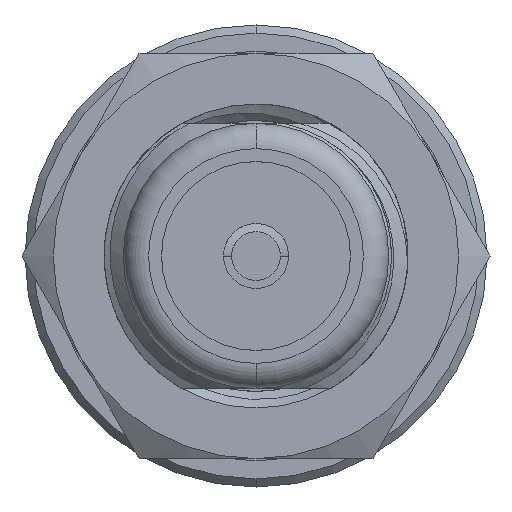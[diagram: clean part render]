
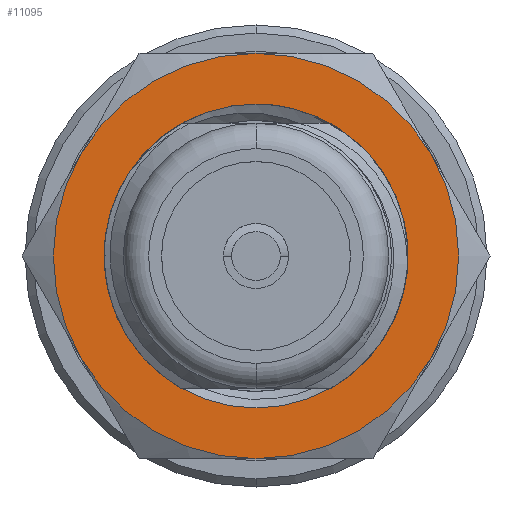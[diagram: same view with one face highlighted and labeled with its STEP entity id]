
A CAD part, left-side view. The second image highlights one B-rep face of the part: STEP entity #11095.
In plain terms, the highlighted planar face has unit normal (-1, 0, 0).
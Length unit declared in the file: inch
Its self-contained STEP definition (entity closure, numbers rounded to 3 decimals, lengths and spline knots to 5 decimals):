
#29 = VERTEX_POINT ( 'NONE', #25033 ) ;
#588 = CARTESIAN_POINT ( 'NONE',  ( 1.04669, 0., 0. ) ) ;
#651 = EDGE_CURVE ( 'NONE', #32867, #29, #20207, .T. ) ;
#867 = DIRECTION ( 'NONE',  ( -1., 0., 0. ) ) ;
#941 = CIRCLE ( 'NONE', #32274, 0.1875 ) ;
#1092 = DIRECTION ( 'NONE',  ( 0., 0., 1. ) ) ;
#1114 = CARTESIAN_POINT ( 'NONE',  ( 1.04669, 0., 0. ) ) ;
#1153 = DIRECTION ( 'NONE',  ( 0., 0., 1. ) ) ;
#1392 = ORIENTED_EDGE ( 'NONE', *, *, #12283, .F. ) ;
#1538 = VERTEX_POINT ( 'NONE', #34446 ) ;
#2076 = CIRCLE ( 'NONE', #3337, 0.25 ) ;
#2451 = ORIENTED_EDGE ( 'NONE', *, *, #5663, .T. ) ;
#3337 = AXIS2_PLACEMENT_3D ( 'NONE', #15524, #29317, #35406 ) ;
#3428 = CARTESIAN_POINT ( 'NONE',  ( 1.04669, -0.21651, -0.125 ) ) ;
#3629 = CARTESIAN_POINT ( 'NONE',  ( 1.04669, 0.14434, -0.25 ) ) ;
#3637 = DIRECTION ( 'NONE',  ( -1., 0., 0. ) ) ;
#4399 = ORIENTED_EDGE ( 'NONE', *, *, #33817, .F. ) ;
#4484 = DIRECTION ( 'NONE',  ( 0., 0., 1. ) ) ;
#4508 = EDGE_LOOP ( 'NONE', ( #1392, #16149, #17424, #4399, #35358 ) ) ;
#4996 = FACE_BOUND ( 'NONE', #4508, .T. ) ;
#5266 = EDGE_CURVE ( 'NONE', #1538, #32867, #16191, .T. ) ;
#5558 = CIRCLE ( 'NONE', #20961, 0.25 ) ;
#5663 = EDGE_CURVE ( 'NONE', #13410, #1538, #5558, .T. ) ;
#6236 = CARTESIAN_POINT ( 'NONE',  ( 1.04669, 0.1875, 0. ) ) ;
#6660 = ORIENTED_EDGE ( 'NONE', *, *, #19432, .T. ) ;
#7906 = DIRECTION ( 'NONE',  ( 0., 0., 1. ) ) ;
#8606 = CARTESIAN_POINT ( 'NONE',  ( 1.04669, -0.1875, 0. ) ) ;
#9190 = EDGE_CURVE ( 'NONE', #16816, #13410, #22346, .T. ) ;
#9659 = CARTESIAN_POINT ( 'NONE',  ( 1.04669, 0.15582, 0.10429 ) ) ;
#9739 = EDGE_CURVE ( 'NONE', #25807, #13891, #25011, .T. ) ;
#10024 = AXIS2_PLACEMENT_3D ( 'NONE', #3629, #29214, #12208 ) ;
#11095 = ADVANCED_FACE ( 'NONE', ( #4996, #17432 ), #20629, .T. ) ;
#11171 = AXIS2_PLACEMENT_3D ( 'NONE', #12041, #31910, #20469 ) ;
#11340 = ORIENTED_EDGE ( 'NONE', *, *, #9190, .T. ) ;
#11582 = CIRCLE ( 'NONE', #11171, 0.1875 ) ;
#11655 = DIRECTION ( 'NONE',  ( 0., 0., 1. ) ) ;
#12041 = CARTESIAN_POINT ( 'NONE',  ( 1.04669, 0., 0. ) ) ;
#12089 = CARTESIAN_POINT ( 'NONE',  ( 1.04669, 0., 0. ) ) ;
#12208 = DIRECTION ( 'NONE',  ( 0., 0., 1. ) ) ;
#12283 = EDGE_CURVE ( 'NONE', #24284, #25807, #27618, .T. ) ;
#12943 = CARTESIAN_POINT ( 'NONE',  ( 1.04669, 0.21651, -0.125 ) ) ;
#13265 = DIRECTION ( 'NONE',  ( -1., 0., 0. ) ) ;
#13410 = VERTEX_POINT ( 'NONE', #12943 ) ;
#13891 = VERTEX_POINT ( 'NONE', #8606 ) ;
#14234 = DIRECTION ( 'NONE',  ( 0., 0., 1. ) ) ;
#14894 = CARTESIAN_POINT ( 'NONE',  ( 1.04669, 0.21651, 0.125 ) ) ;
#15313 = DIRECTION ( 'NONE',  ( 0., 0., 1. ) ) ;
#15524 = CARTESIAN_POINT ( 'NONE',  ( 1.04669, 0., 0. ) ) ;
#15660 = EDGE_LOOP ( 'NONE', ( #6660, #24823, #11340, #2451, #23594, #34817 ) ) ;
#15969 = CARTESIAN_POINT ( 'NONE',  ( 1.04669, 0., 0. ) ) ;
#16048 = AXIS2_PLACEMENT_3D ( 'NONE', #588, #17457, #11655 ) ;
#16149 = ORIENTED_EDGE ( 'NONE', *, *, #17106, .F. ) ;
#16191 = CIRCLE ( 'NONE', #34798, 0.25 ) ;
#16816 = VERTEX_POINT ( 'NONE', #14894 ) ;
#16842 = CARTESIAN_POINT ( 'NONE',  ( 1.04669, 0., 0. ) ) ;
#17106 = EDGE_CURVE ( 'NONE', #18071, #24284, #11582, .T. ) ;
#17424 = ORIENTED_EDGE ( 'NONE', *, *, #29852, .F. ) ;
#17432 = FACE_OUTER_BOUND ( 'NONE', #15660, .T. ) ;
#17457 = DIRECTION ( 'NONE',  ( -1., 0., 0. ) ) ;
#17986 = DIRECTION ( 'NONE',  ( 0., 0., 1. ) ) ;
#18071 = VERTEX_POINT ( 'NONE', #32391 ) ;
#18093 = AXIS2_PLACEMENT_3D ( 'NONE', #1114, #867, #17986 ) ;
#19211 = DIRECTION ( 'NONE',  ( 0., 0., 1. ) ) ;
#19432 = EDGE_CURVE ( 'NONE', #29, #35678, #2076, .T. ) ;
#20207 = CIRCLE ( 'NONE', #18093, 0.25 ) ;
#20469 = DIRECTION ( 'NONE',  ( 0., 0., 1. ) ) ;
#20629 = PLANE ( 'NONE',  #10024 ) ;
#20947 = CIRCLE ( 'NONE', #21052, 0.25 ) ;
#20961 = AXIS2_PLACEMENT_3D ( 'NONE', #15969, #33345, #7906 ) ;
#21052 = AXIS2_PLACEMENT_3D ( 'NONE', #26593, #35178, #1153 ) ;
#21189 = CARTESIAN_POINT ( 'NONE',  ( 1.04669, 0., 0. ) ) ;
#21359 = DIRECTION ( 'NONE',  ( -1., 0., 0. ) ) ;
#22346 = CIRCLE ( 'NONE', #34864, 0.25 ) ;
#23594 = ORIENTED_EDGE ( 'NONE', *, *, #5266, .T. ) ;
#24284 = VERTEX_POINT ( 'NONE', #9659 ) ;
#24823 = ORIENTED_EDGE ( 'NONE', *, *, #33171, .T. ) ;
#25011 = CIRCLE ( 'NONE', #29857, 0.1875 ) ;
#25033 = CARTESIAN_POINT ( 'NONE',  ( 1.04669, -0.21651, 0.125 ) ) ;
#25807 = VERTEX_POINT ( 'NONE', #6236 ) ;
#26593 = CARTESIAN_POINT ( 'NONE',  ( 1.04669, 0., 0. ) ) ;
#26639 = AXIS2_PLACEMENT_3D ( 'NONE', #36010, #13265, #19211 ) ;
#26950 = CARTESIAN_POINT ( 'NONE',  ( 1.04669, 0., 0. ) ) ;
#27618 = CIRCLE ( 'NONE', #26639, 0.1875 ) ;
#28369 = CARTESIAN_POINT ( 'NONE',  ( 1.04668, -0.07272, 0.17283 ) ) ;
#29214 = DIRECTION ( 'NONE',  ( -1., 0., 0. ) ) ;
#29317 = DIRECTION ( 'NONE',  ( -1., 0., 0. ) ) ;
#29852 = EDGE_CURVE ( 'NONE', #35687, #18071, #35652, .T. ) ;
#29857 = AXIS2_PLACEMENT_3D ( 'NONE', #16842, #31496, #14234 ) ;
#31496 = DIRECTION ( 'NONE',  ( -1., 0., 0. ) ) ;
#31910 = DIRECTION ( 'NONE',  ( -1., 0., 0. ) ) ;
#32274 = AXIS2_PLACEMENT_3D ( 'NONE', #26950, #21359, #4484 ) ;
#32391 = CARTESIAN_POINT ( 'NONE',  ( 1.04669, 0., 0.1875 ) ) ;
#32867 = VERTEX_POINT ( 'NONE', #3428 ) ;
#33103 = CARTESIAN_POINT ( 'NONE',  ( 1.04669, 0., 0.25 ) ) ;
#33171 = EDGE_CURVE ( 'NONE', #35678, #16816, #20947, .T. ) ;
#33345 = DIRECTION ( 'NONE',  ( -1., 0., 0. ) ) ;
#33817 = EDGE_CURVE ( 'NONE', #13891, #35687, #941, .T. ) ;
#34446 = CARTESIAN_POINT ( 'NONE',  ( 1.04669, 0., -0.25 ) ) ;
#34798 = AXIS2_PLACEMENT_3D ( 'NONE', #21189, #35239, #1092 ) ;
#34817 = ORIENTED_EDGE ( 'NONE', *, *, #651, .T. ) ;
#34864 = AXIS2_PLACEMENT_3D ( 'NONE', #12089, #3637, #15313 ) ;
#35178 = DIRECTION ( 'NONE',  ( -1., 0., 0. ) ) ;
#35239 = DIRECTION ( 'NONE',  ( -1., 0., 0. ) ) ;
#35358 = ORIENTED_EDGE ( 'NONE', *, *, #9739, .F. ) ;
#35406 = DIRECTION ( 'NONE',  ( 0., 0., 1. ) ) ;
#35652 = CIRCLE ( 'NONE', #16048, 0.1875 ) ;
#35678 = VERTEX_POINT ( 'NONE', #33103 ) ;
#35687 = VERTEX_POINT ( 'NONE', #28369 ) ;
#36010 = CARTESIAN_POINT ( 'NONE',  ( 1.04669, 0., 0. ) ) ;
